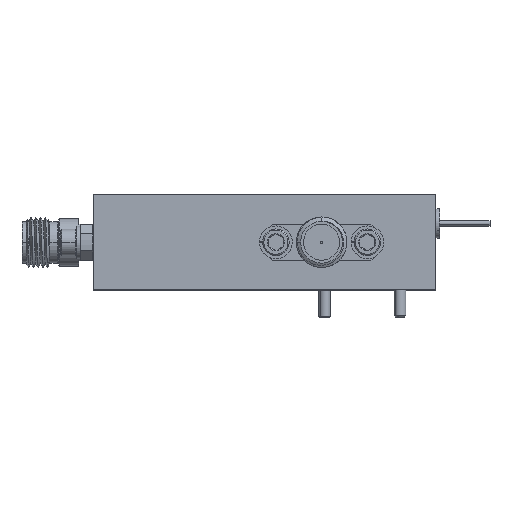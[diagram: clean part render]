
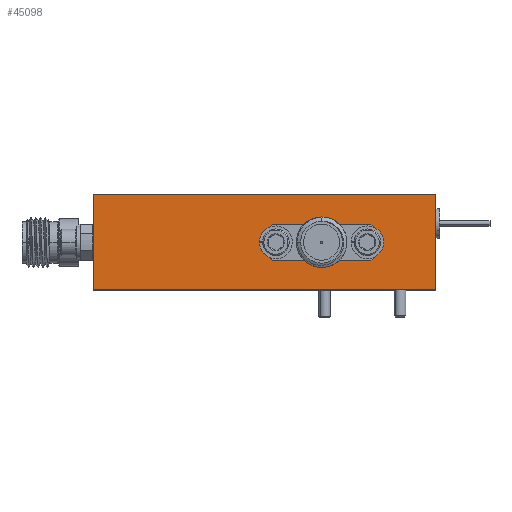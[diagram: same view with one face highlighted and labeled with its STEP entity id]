
A CAD part, top view. The second image highlights one B-rep face of the part: STEP entity #45098.
In plain terms, the highlighted planar face has unit normal (0, 0, 1).
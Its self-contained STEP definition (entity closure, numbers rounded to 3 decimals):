
#1484 = EDGE_CURVE ( 'NONE', #16111, #38477, #7926, .T. ) ;
#2034 = LINE ( 'NONE', #12652, #33405 ) ;
#2234 = DIRECTION ( 'NONE',  ( 0., -1., 0. ) ) ;
#4165 = ORIENTED_EDGE ( 'NONE', *, *, #1484, .F. ) ;
#6107 = LINE ( 'NONE', #16874, #41913 ) ;
#6175 = DIRECTION ( 'NONE',  ( 1., 0., 0. ) ) ;
#6589 = DIRECTION ( 'NONE',  ( 1., 0., 0. ) ) ;
#7926 = LINE ( 'NONE', #38540, #19693 ) ;
#8953 = VERTEX_POINT ( 'NONE', #32385 ) ;
#9740 = VERTEX_POINT ( 'NONE', #44163 ) ;
#9776 = CARTESIAN_POINT ( 'NONE',  ( 22.86, 0., 13.97 ) ) ;
#11668 = CARTESIAN_POINT ( 'NONE',  ( 22.86, 12.7, 13.97 ) ) ;
#12652 = CARTESIAN_POINT ( 'NONE',  ( -22.86, 12.7, 13.97 ) ) ;
#15022 = ORIENTED_EDGE ( 'NONE', *, *, #42780, .T. ) ;
#15454 = DIRECTION ( 'NONE',  ( -1., 0., 0. ) ) ;
#16111 = VERTEX_POINT ( 'NONE', #21401 ) ;
#16368 = AXIS2_PLACEMENT_3D ( 'NONE', #11668, #29844, #15454 ) ;
#16874 = CARTESIAN_POINT ( 'NONE',  ( 22.86, 12.7, 13.97 ) ) ;
#17171 = DIRECTION ( 'NONE',  ( 0., -1., 0. ) ) ;
#19693 = VECTOR ( 'NONE', #17171, 1000. ) ;
#21007 = EDGE_LOOP ( 'NONE', ( #27724, #4165, #30020, #15022 ) ) ;
#21401 = CARTESIAN_POINT ( 'NONE',  ( 22.86, 12.7, 13.97 ) ) ;
#22444 = PLANE ( 'NONE',  #16368 ) ;
#27724 = ORIENTED_EDGE ( 'NONE', *, *, #46155, .T. ) ;
#29844 = DIRECTION ( 'NONE',  ( 0., 0., -1. ) ) ;
#30020 = ORIENTED_EDGE ( 'NONE', *, *, #30963, .F. ) ;
#30963 = EDGE_CURVE ( 'NONE', #9740, #16111, #6107, .T. ) ;
#32385 = CARTESIAN_POINT ( 'NONE',  ( -22.86, 0., 13.97 ) ) ;
#33405 = VECTOR ( 'NONE', #2234, 1000. ) ;
#34331 = CARTESIAN_POINT ( 'NONE',  ( 22.86, 0., 13.97 ) ) ;
#38477 = VERTEX_POINT ( 'NONE', #34331 ) ;
#38540 = CARTESIAN_POINT ( 'NONE',  ( 22.86, 12.7, 13.97 ) ) ;
#41913 = VECTOR ( 'NONE', #6175, 1000. ) ;
#42780 = EDGE_CURVE ( 'NONE', #9740, #8953, #2034, .T. ) ;
#43765 = LINE ( 'NONE', #9776, #45979 ) ;
#44163 = CARTESIAN_POINT ( 'NONE',  ( -22.86, 12.7, 13.97 ) ) ;
#45098 = ADVANCED_FACE ( 'NONE', ( #45506 ), #22444, .F. ) ;
#45506 = FACE_OUTER_BOUND ( 'NONE', #21007, .T. ) ;
#45979 = VECTOR ( 'NONE', #6589, 1000. ) ;
#46155 = EDGE_CURVE ( 'NONE', #8953, #38477, #43765, .T. ) ;
